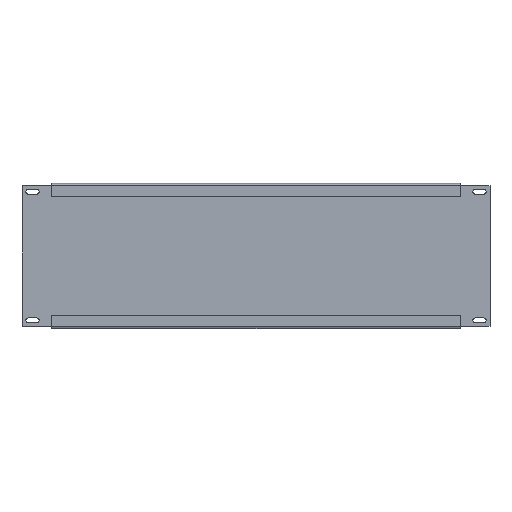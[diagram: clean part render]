
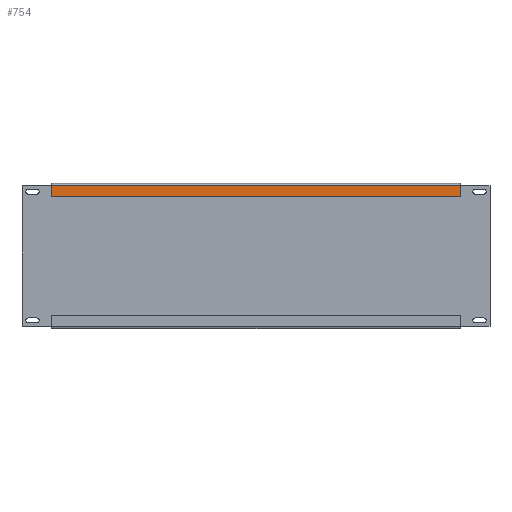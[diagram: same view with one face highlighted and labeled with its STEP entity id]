
A CAD part, top view. The second image highlights one B-rep face of the part: STEP entity #754.
In plain terms, the highlighted planar face has unit normal (0, 0, 1).
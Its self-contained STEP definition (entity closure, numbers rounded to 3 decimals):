
#92 = CARTESIAN_POINT ( 'NONE',  ( 45., 196.5, 18. ) ) ;
#179 = CARTESIAN_POINT ( 'NONE',  ( 0., 0., 18. ) ) ;
#306 = ORIENTED_EDGE ( 'NONE', *, *, #1788, .F. ) ;
#310 = EDGE_CURVE ( 'NONE', #1178, #526, #1941, .T. ) ;
#341 = LINE ( 'NONE', #511, #710 ) ;
#372 = EDGE_CURVE ( 'NONE', #973, #652, #1839, .T. ) ;
#490 = FACE_OUTER_BOUND ( 'NONE', #563, .T. ) ;
#511 = CARTESIAN_POINT ( 'NONE',  ( 45., 214.5, 18. ) ) ;
#526 = VERTEX_POINT ( 'NONE', #1414 ) ;
#557 = VECTOR ( 'NONE', #1264, 1000. ) ;
#563 = EDGE_LOOP ( 'NONE', ( #842, #768, #306, #864 ) ) ;
#581 = VECTOR ( 'NONE', #622, 1000. ) ;
#591 = CARTESIAN_POINT ( 'NONE',  ( 0., 213.5, 18. ) ) ;
#606 = DIRECTION ( 'NONE',  ( 0., -1., 0. ) ) ;
#622 = DIRECTION ( 'NONE',  ( -1., 0., 0. ) ) ;
#625 = PLANE ( 'NONE',  #1765 ) ;
#652 = VERTEX_POINT ( 'NONE', #92 ) ;
#665 = CARTESIAN_POINT ( 'NONE',  ( 665., 196.5, 18. ) ) ;
#710 = VECTOR ( 'NONE', #1705, 1000. ) ;
#754 = ADVANCED_FACE ( 'NONE', ( #490 ), #625, .T. ) ;
#768 = ORIENTED_EDGE ( 'NONE', *, *, #310, .T. ) ;
#778 = DIRECTION ( 'NONE',  ( 0., 0., 1. ) ) ;
#797 = LINE ( 'NONE', #665, #557 ) ;
#814 = CARTESIAN_POINT ( 'NONE',  ( 665., 213.5, 18. ) ) ;
#842 = ORIENTED_EDGE ( 'NONE', *, *, #1799, .F. ) ;
#864 = ORIENTED_EDGE ( 'NONE', *, *, #372, .F. ) ;
#973 = VERTEX_POINT ( 'NONE', #1722 ) ;
#1178 = VERTEX_POINT ( 'NONE', #814 ) ;
#1238 = VECTOR ( 'NONE', #1511, 1000. ) ;
#1264 = DIRECTION ( 'NONE',  ( 0., -1., 0. ) ) ;
#1414 = CARTESIAN_POINT ( 'NONE',  ( 45., 213.5, 18. ) ) ;
#1511 = DIRECTION ( 'NONE',  ( -1., 0., 0. ) ) ;
#1686 = CARTESIAN_POINT ( 'NONE',  ( 45., 196.5, 18. ) ) ;
#1705 = DIRECTION ( 'NONE',  ( 0., 1., 0. ) ) ;
#1722 = CARTESIAN_POINT ( 'NONE',  ( 665., 196.5, 18. ) ) ;
#1765 = AXIS2_PLACEMENT_3D ( 'NONE', #179, #778, #606 ) ;
#1788 = EDGE_CURVE ( 'NONE', #652, #526, #341, .T. ) ;
#1799 = EDGE_CURVE ( 'NONE', #1178, #973, #797, .T. ) ;
#1839 = LINE ( 'NONE', #1686, #1238 ) ;
#1941 = LINE ( 'NONE', #591, #581 ) ;
